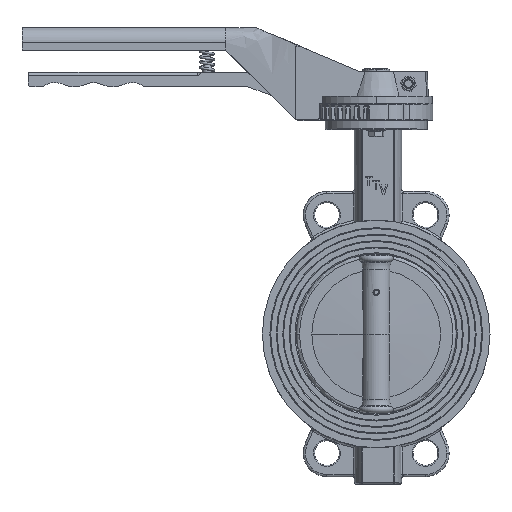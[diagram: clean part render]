
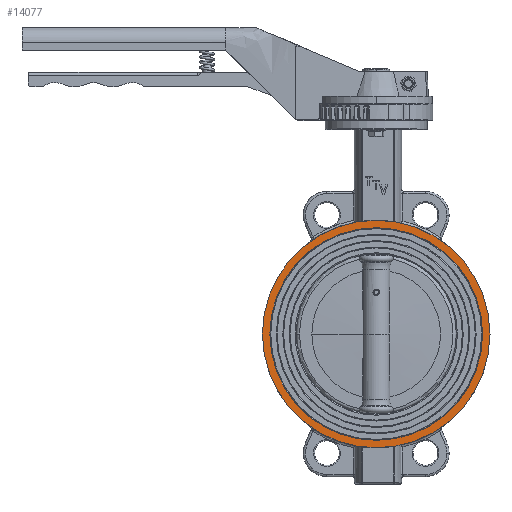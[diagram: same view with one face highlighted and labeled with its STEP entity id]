
A CAD part, top view. The second image highlights one B-rep face of the part: STEP entity #14077.
In plain terms, the highlighted planar face has unit normal (0, 0, 1).
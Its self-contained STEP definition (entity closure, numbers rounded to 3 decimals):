
#3045 = AXIS2_PLACEMENT_3D ( 'NONE', #59484, #66633, #86681 ) ;
#3921 = DIRECTION ( 'NONE',  ( 0., 0., 1. ) ) ;
#5800 = AXIS2_PLACEMENT_3D ( 'NONE', #34306, #28076, #81490 ) ;
#6374 = VERTEX_POINT ( 'NONE', #30823 ) ;
#7514 = CARTESIAN_POINT ( 'NONE',  ( 99.05, 0., 54. ) ) ;
#12415 = VERTEX_POINT ( 'NONE', #35795 ) ;
#14077 = ADVANCED_FACE ( 'NONE', ( #54768, #74823 ), #27644, .F. ) ;
#16278 = EDGE_CURVE ( 'NONE', #51274, #12415, #71280, .T. ) ;
#27644 = PLANE ( 'NONE',  #5800 ) ;
#27847 = ORIENTED_EDGE ( 'NONE', *, *, #16278, .F. ) ;
#28076 = DIRECTION ( 'NONE',  ( 0., 0., -1. ) ) ;
#28600 = CIRCLE ( 'NONE', #74099, 106. ) ;
#30823 = CARTESIAN_POINT ( 'NONE',  ( -99.05, 0., 54. ) ) ;
#32598 = VERTEX_POINT ( 'NONE', #7514 ) ;
#34306 = CARTESIAN_POINT ( 'NONE',  ( 0., 74.65, 54. ) ) ;
#35795 = CARTESIAN_POINT ( 'NONE',  ( -106., 0., 54. ) ) ;
#37878 = EDGE_LOOP ( 'NONE', ( #82348, #73968 ) ) ;
#38336 = DIRECTION ( 'NONE',  ( 0., 0., -1. ) ) ;
#41163 = CARTESIAN_POINT ( 'NONE',  ( 0., 0., 54. ) ) ;
#41567 = EDGE_CURVE ( 'NONE', #32598, #6374, #80019, .T. ) ;
#51274 = VERTEX_POINT ( 'NONE', #52067 ) ;
#52067 = CARTESIAN_POINT ( 'NONE',  ( 106., 0., 54. ) ) ;
#54768 = FACE_BOUND ( 'NONE', #37878, .T. ) ;
#55778 = AXIS2_PLACEMENT_3D ( 'NONE', #72014, #3921, #79561 ) ;
#55843 = DIRECTION ( 'NONE',  ( 0., 0., 1. ) ) ;
#59484 = CARTESIAN_POINT ( 'NONE',  ( 0., 0., 54. ) ) ;
#60634 = ORIENTED_EDGE ( 'NONE', *, *, #65021, .F. ) ;
#65021 = EDGE_CURVE ( 'NONE', #12415, #51274, #28600, .T. ) ;
#65506 = DIRECTION ( 'NONE',  ( -1., 0., 0. ) ) ;
#66630 = EDGE_CURVE ( 'NONE', #6374, #32598, #82811, .T. ) ;
#66633 = DIRECTION ( 'NONE',  ( 0., 0., -1. ) ) ;
#67247 = EDGE_LOOP ( 'NONE', ( #60634, #27847 ) ) ;
#71280 = CIRCLE ( 'NONE', #3045, 106. ) ;
#72014 = CARTESIAN_POINT ( 'NONE',  ( 0., 0., 54. ) ) ;
#72191 = CARTESIAN_POINT ( 'NONE',  ( 0., 0., 54. ) ) ;
#72900 = AXIS2_PLACEMENT_3D ( 'NONE', #41163, #55843, #87964 ) ;
#73968 = ORIENTED_EDGE ( 'NONE', *, *, #41567, .F. ) ;
#74099 = AXIS2_PLACEMENT_3D ( 'NONE', #72191, #38336, #65506 ) ;
#74823 = FACE_OUTER_BOUND ( 'NONE', #67247, .T. ) ;
#79561 = DIRECTION ( 'NONE',  ( 1., 0., 0. ) ) ;
#80019 = CIRCLE ( 'NONE', #72900, 99.05 ) ;
#81490 = DIRECTION ( 'NONE',  ( -1., 0., 0. ) ) ;
#82348 = ORIENTED_EDGE ( 'NONE', *, *, #66630, .F. ) ;
#82811 = CIRCLE ( 'NONE', #55778, 99.05 ) ;
#86681 = DIRECTION ( 'NONE',  ( -1., 0., 0. ) ) ;
#87964 = DIRECTION ( 'NONE',  ( 1., 0., 0. ) ) ;
